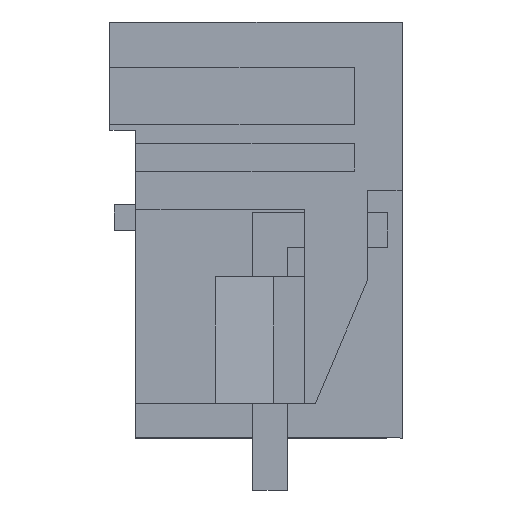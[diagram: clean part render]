
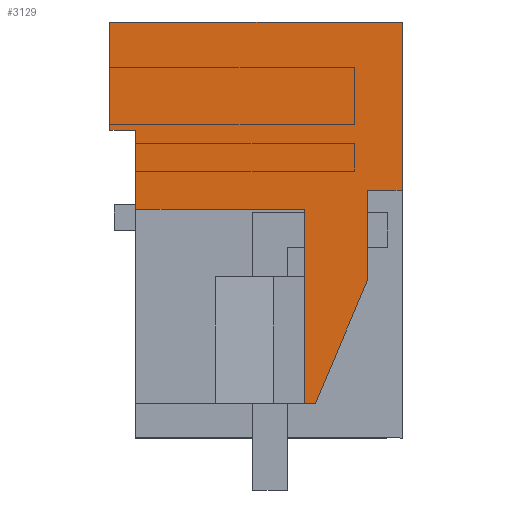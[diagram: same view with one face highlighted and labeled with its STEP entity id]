
A CAD part, left-side view. The second image highlights one B-rep face of the part: STEP entity #3129.
In plain terms, the highlighted planar face has unit normal (-1, 0, 0).
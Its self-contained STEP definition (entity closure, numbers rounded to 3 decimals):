
#3062=AXIS2_PLACEMENT_3D('Plane Axis2P3D',#3059,#3060,#3061) ;
#403=CARTESIAN_POINT('Vertex',(0.,7.68,8.1)) ;
#406=CARTESIAN_POINT('Line Origine',(0.,7.68,9.24)) ;
#410=CARTESIAN_POINT('Vertex',(0.,7.68,10.38)) ;
#2891=CARTESIAN_POINT('Vertex',(0.,2.501,2.5)) ;
#2894=CARTESIAN_POINT('Line Origine',(0.,2.655,2.5)) ;
#2898=CARTESIAN_POINT('Vertex',(0.,2.81,2.5)) ;
#3044=CARTESIAN_POINT('Vertex',(0.,2.81,8.1)) ;
#3047=CARTESIAN_POINT('Line Origine',(0.,5.245,8.1)) ;
#3059=CARTESIAN_POINT('Axis2P3D Location',(0.,8.43,0.)) ;
#3064=CARTESIAN_POINT('Line Origine',(0.,1.752,4.268)) ;
#3068=CARTESIAN_POINT('Vertex',(0.,1.003,6.035)) ;
#3071=CARTESIAN_POINT('Line Origine',(0.,1.003,7.341)) ;
#3075=CARTESIAN_POINT('Vertex',(0.,1.003,8.646)) ;
#3078=CARTESIAN_POINT('Line Origine',(0.,0.501,8.646)) ;
#3082=CARTESIAN_POINT('Vertex',(0.,0.,8.646)) ;
#3085=CARTESIAN_POINT('Line Origine',(0.,0.,11.073)) ;
#3089=CARTESIAN_POINT('Vertex',(0.,0.,13.5)) ;
#3092=CARTESIAN_POINT('Line Origine',(0.,4.215,13.5)) ;
#3096=CARTESIAN_POINT('Vertex',(0.,8.43,13.5)) ;
#3099=CARTESIAN_POINT('Line Origine',(0.,8.43,11.94)) ;
#3103=CARTESIAN_POINT('Vertex',(0.,8.43,10.38)) ;
#3106=CARTESIAN_POINT('Line Origine',(0.,8.055,10.38)) ;
#3111=CARTESIAN_POINT('Line Origine',(0.,2.81,5.3)) ;
#407=DIRECTION('Vector Direction',(0.,0.,-1.)) ;
#2895=DIRECTION('Vector Direction',(0.,1.,0.)) ;
#3048=DIRECTION('Vector Direction',(0.,1.,0.)) ;
#3060=DIRECTION('Axis2P3D Direction',(-1.,0.,0.)) ;
#3061=DIRECTION('Axis2P3D XDirection',(0.,1.,0.)) ;
#3065=DIRECTION('Vector Direction',(0.,0.39,-0.921)) ;
#3072=DIRECTION('Vector Direction',(0.,0.,-1.)) ;
#3079=DIRECTION('Vector Direction',(0.,1.,0.)) ;
#3086=DIRECTION('Vector Direction',(0.,0.,1.)) ;
#3093=DIRECTION('Vector Direction',(0.,1.,0.)) ;
#3100=DIRECTION('Vector Direction',(0.,0.,-1.)) ;
#3107=DIRECTION('Vector Direction',(0.,-1.,0.)) ;
#3112=DIRECTION('Vector Direction',(0.,0.,1.)) ;
#408=VECTOR('Line Direction',#407,1.) ;
#2896=VECTOR('Line Direction',#2895,1.) ;
#3049=VECTOR('Line Direction',#3048,1.) ;
#3066=VECTOR('Line Direction',#3065,1.) ;
#3073=VECTOR('Line Direction',#3072,1.) ;
#3080=VECTOR('Line Direction',#3079,1.) ;
#3087=VECTOR('Line Direction',#3086,1.) ;
#3094=VECTOR('Line Direction',#3093,1.) ;
#3101=VECTOR('Line Direction',#3100,1.) ;
#3108=VECTOR('Line Direction',#3107,1.) ;
#3113=VECTOR('Line Direction',#3112,1.) ;
#3117=ORIENTED_EDGE('',*,*,#2900,.F.) ;
#3118=ORIENTED_EDGE('',*,*,#3070,.F.) ;
#3119=ORIENTED_EDGE('',*,*,#3077,.F.) ;
#3120=ORIENTED_EDGE('',*,*,#3084,.F.) ;
#3121=ORIENTED_EDGE('',*,*,#3091,.T.) ;
#3122=ORIENTED_EDGE('',*,*,#3098,.T.) ;
#3123=ORIENTED_EDGE('',*,*,#3105,.T.) ;
#3124=ORIENTED_EDGE('',*,*,#3110,.T.) ;
#3125=ORIENTED_EDGE('',*,*,#412,.T.) ;
#3126=ORIENTED_EDGE('',*,*,#3051,.F.) ;
#3127=ORIENTED_EDGE('',*,*,#3115,.F.) ;
#3129=ADVANCED_FACE('HOUSING',(#3128),#3063,.T.) ;
#412=EDGE_CURVE('',#411,#404,#409,.T.) ;
#2900=EDGE_CURVE('',#2892,#2899,#2897,.T.) ;
#3051=EDGE_CURVE('',#3045,#404,#3050,.T.) ;
#3070=EDGE_CURVE('',#3069,#2892,#3067,.T.) ;
#3077=EDGE_CURVE('',#3076,#3069,#3074,.T.) ;
#3084=EDGE_CURVE('',#3083,#3076,#3081,.T.) ;
#3091=EDGE_CURVE('',#3083,#3090,#3088,.T.) ;
#3098=EDGE_CURVE('',#3090,#3097,#3095,.T.) ;
#3105=EDGE_CURVE('',#3097,#3104,#3102,.T.) ;
#3110=EDGE_CURVE('',#3104,#411,#3109,.T.) ;
#3115=EDGE_CURVE('',#2899,#3045,#3114,.T.) ;
#3116=EDGE_LOOP('',(#3117,#3118,#3119,#3120,#3121,#3122,#3123,#3124,#3125,#3126,#3127)) ;
#3128=FACE_OUTER_BOUND('',#3116,.T.) ;
#409=LINE('Line',#406,#408) ;
#2897=LINE('Line',#2894,#2896) ;
#3050=LINE('Line',#3047,#3049) ;
#3067=LINE('Line',#3064,#3066) ;
#3074=LINE('Line',#3071,#3073) ;
#3081=LINE('Line',#3078,#3080) ;
#3088=LINE('Line',#3085,#3087) ;
#3095=LINE('Line',#3092,#3094) ;
#3102=LINE('Line',#3099,#3101) ;
#3109=LINE('Line',#3106,#3108) ;
#3114=LINE('Line',#3111,#3113) ;
#3063=PLANE('',#3062) ;
#404=VERTEX_POINT('',#403) ;
#411=VERTEX_POINT('',#410) ;
#2892=VERTEX_POINT('',#2891) ;
#2899=VERTEX_POINT('',#2898) ;
#3045=VERTEX_POINT('',#3044) ;
#3069=VERTEX_POINT('',#3068) ;
#3076=VERTEX_POINT('',#3075) ;
#3083=VERTEX_POINT('',#3082) ;
#3090=VERTEX_POINT('',#3089) ;
#3097=VERTEX_POINT('',#3096) ;
#3104=VERTEX_POINT('',#3103) ;
